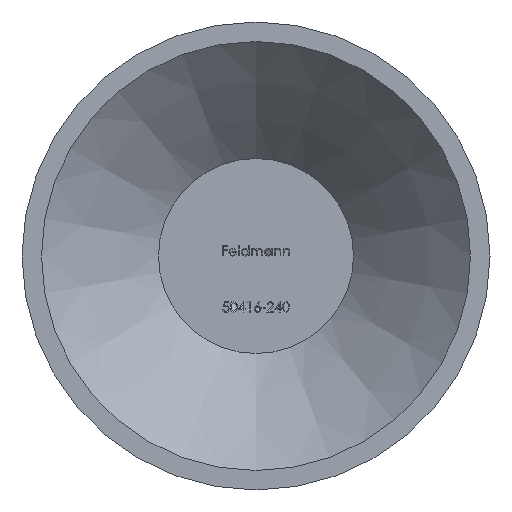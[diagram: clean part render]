
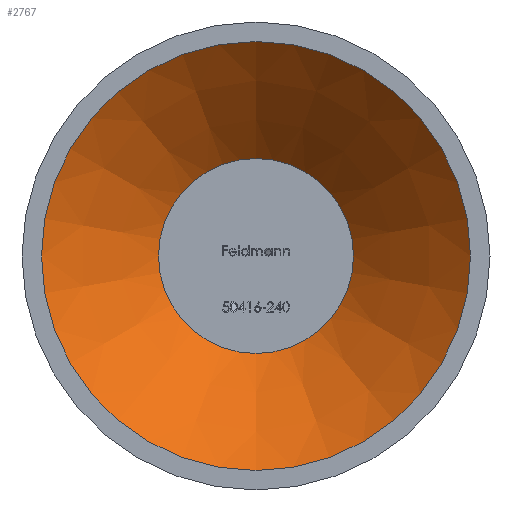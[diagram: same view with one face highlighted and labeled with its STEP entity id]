
A CAD part, front view. The second image highlights one B-rep face of the part: STEP entity #2767.
In plain terms, the highlighted conical face has half-angle 45 degrees and reference radius 5.5 mm.
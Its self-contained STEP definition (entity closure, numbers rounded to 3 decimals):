
#189 = EDGE_LOOP ( 'NONE', ( #8818 ) ) ;
#424 = VERTEX_POINT ( 'NONE', #1888 ) ;
#733 = DIRECTION ( 'NONE',  ( 0., -1., 0. ) ) ;
#1226 = DIRECTION ( 'NONE',  ( 0., -1., 0. ) ) ;
#1501 = CARTESIAN_POINT ( 'NONE',  ( 0., 3., 0. ) ) ;
#1634 = CARTESIAN_POINT ( 'NONE',  ( 0., 0., 0. ) ) ;
#1888 = CARTESIAN_POINT ( 'NONE',  ( 0., 0., -5.5 ) ) ;
#2611 = AXIS2_PLACEMENT_3D ( 'NONE', #1634, #733, #6971 ) ;
#2767 = ADVANCED_FACE ( 'NONE', ( #11226, #2853 ), #6765, .F. ) ;
#2853 = FACE_OUTER_BOUND ( 'NONE', #10398, .T. ) ;
#2925 = VERTEX_POINT ( 'NONE', #6345 ) ;
#3504 = CIRCLE ( 'NONE', #11159, 2.5 ) ;
#3858 = CARTESIAN_POINT ( 'NONE',  ( 0., 0., 0. ) ) ;
#4584 = EDGE_CURVE ( 'NONE', #424, #424, #8854, .T. ) ;
#5920 = DIRECTION ( 'NONE',  ( 0., 1., 0. ) ) ;
#6345 = CARTESIAN_POINT ( 'NONE',  ( 0., 3., -2.5 ) ) ;
#6765 = CONICAL_SURFACE ( 'NONE', #9131, 5.5, 0.785 ) ;
#6971 = DIRECTION ( 'NONE',  ( 0., 0., -1. ) ) ;
#7529 = DIRECTION ( 'NONE',  ( 0., 0., -1. ) ) ;
#8170 = ORIENTED_EDGE ( 'NONE', *, *, #4584, .T. ) ;
#8818 = ORIENTED_EDGE ( 'NONE', *, *, #9227, .T. ) ;
#8854 = CIRCLE ( 'NONE', #2611, 5.5 ) ;
#9131 = AXIS2_PLACEMENT_3D ( 'NONE', #3858, #1226, #7529 ) ;
#9227 = EDGE_CURVE ( 'NONE', #2925, #2925, #3504, .T. ) ;
#10398 = EDGE_LOOP ( 'NONE', ( #8170 ) ) ;
#10411 = DIRECTION ( 'NONE',  ( 0., 0., -1. ) ) ;
#11159 = AXIS2_PLACEMENT_3D ( 'NONE', #1501, #5920, #10411 ) ;
#11226 = FACE_BOUND ( 'NONE', #189, .T. ) ;
